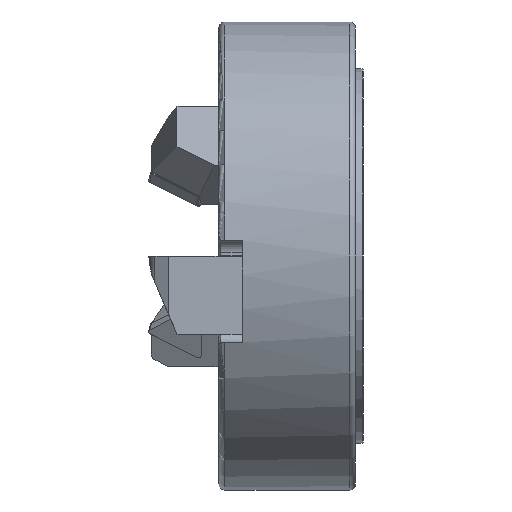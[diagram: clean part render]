
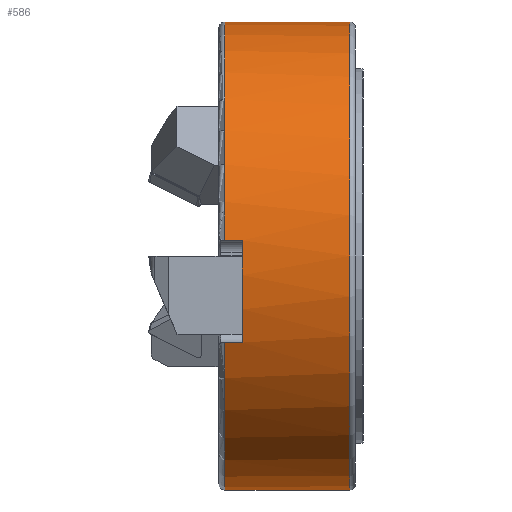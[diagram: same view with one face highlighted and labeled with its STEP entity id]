
A CAD part, front view. The second image highlights one B-rep face of the part: STEP entity #586.
In plain terms, the highlighted cylindrical face has radius 60 mm (diameter 120 mm), a partial arc.
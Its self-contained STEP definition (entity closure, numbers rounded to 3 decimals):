
#72 = AXIS2_PLACEMENT_3D ( 'NONE', #6950, #5238, #1494 ) ;
#82 = DIRECTION ( 'NONE',  ( -1., 0., 0. ) ) ;
#316 = CARTESIAN_POINT ( 'NONE',  ( -127.286, 28.05, 60. ) ) ;
#456 = VERTEX_POINT ( 'NONE', #1238 ) ;
#586 = ADVANCED_FACE ( 'NONE', ( #5346 ), #6562, .T. ) ;
#723 = VECTOR ( 'NONE', #5267, 1000. ) ;
#829 = CARTESIAN_POINT ( 'NONE',  ( -154.786, 28.05, 0. ) ) ;
#926 = DIRECTION ( 'NONE',  ( -1., 0., 0. ) ) ;
#969 = CARTESIAN_POINT ( 'NONE',  ( -127.286, 28.05, -60. ) ) ;
#1021 = ORIENTED_EDGE ( 'NONE', *, *, #5422, .F. ) ;
#1153 = ORIENTED_EDGE ( 'NONE', *, *, #2607, .T. ) ;
#1169 = CARTESIAN_POINT ( 'NONE',  ( -159.286, -27.692, -22.2 ) ) ;
#1232 = ORIENTED_EDGE ( 'NONE', *, *, #3940, .T. ) ;
#1238 = CARTESIAN_POINT ( 'NONE',  ( -154.786, -27.692, -22.2 ) ) ;
#1290 = EDGE_CURVE ( 'NONE', #2555, #2600, #2412, .T. ) ;
#1300 = AXIS2_PLACEMENT_3D ( 'NONE', #1388, #1438, #4149 ) ;
#1388 = CARTESIAN_POINT ( 'NONE',  ( -159.286, 28.05, 0. ) ) ;
#1438 = DIRECTION ( 'NONE',  ( -1., 0., 0. ) ) ;
#1446 = DIRECTION ( 'NONE',  ( 0., 0., 1. ) ) ;
#1494 = DIRECTION ( 'NONE',  ( 0., 0., 1. ) ) ;
#1558 = VERTEX_POINT ( 'NONE', #5718 ) ;
#1604 = LINE ( 'NONE', #3585, #723 ) ;
#1835 = ORIENTED_EDGE ( 'NONE', *, *, #1290, .T. ) ;
#1890 = VECTOR ( 'NONE', #3638, 1000. ) ;
#1898 = AXIS2_PLACEMENT_3D ( 'NONE', #3326, #2742, #3883 ) ;
#2352 = ORIENTED_EDGE ( 'NONE', *, *, #3133, .F. ) ;
#2412 = LINE ( 'NONE', #4919, #1890 ) ;
#2555 = VERTEX_POINT ( 'NONE', #3432 ) ;
#2600 = VERTEX_POINT ( 'NONE', #3988 ) ;
#2607 = EDGE_CURVE ( 'NONE', #4853, #5742, #3983, .T. ) ;
#2742 = DIRECTION ( 'NONE',  ( -1., 0., 0. ) ) ;
#2753 = VECTOR ( 'NONE', #82, 1000. ) ;
#2757 = DIRECTION ( 'NONE',  ( 0., 0., 1. ) ) ;
#2885 = VECTOR ( 'NONE', #6001, 1000. ) ;
#2993 = EDGE_CURVE ( 'NONE', #4372, #4853, #4571, .T. ) ;
#3096 = EDGE_CURVE ( 'NONE', #2555, #5742, #7022, .T. ) ;
#3133 = EDGE_CURVE ( 'NONE', #456, #2600, #5009, .T. ) ;
#3260 = CARTESIAN_POINT ( 'NONE',  ( -160.786, -27.692, -22.2 ) ) ;
#3326 = CARTESIAN_POINT ( 'NONE',  ( -159.286, 28.05, 0. ) ) ;
#3370 = AXIS2_PLACEMENT_3D ( 'NONE', #829, #926, #1446 ) ;
#3432 = CARTESIAN_POINT ( 'NONE',  ( -159.286, -31.817, 4. ) ) ;
#3513 = ORIENTED_EDGE ( 'NONE', *, *, #3096, .F. ) ;
#3585 = CARTESIAN_POINT ( 'NONE',  ( -160.786, 28.05, -60. ) ) ;
#3638 = DIRECTION ( 'NONE',  ( 1., 0., 0. ) ) ;
#3668 = CARTESIAN_POINT ( 'NONE',  ( -159.286, 28.05, 60. ) ) ;
#3841 = CARTESIAN_POINT ( 'NONE',  ( -127.286, 28.05, 0. ) ) ;
#3883 = DIRECTION ( 'NONE',  ( 0., 0., 1. ) ) ;
#3940 = EDGE_CURVE ( 'NONE', #456, #5484, #5582, .T. ) ;
#3983 = LINE ( 'NONE', #6762, #2753 ) ;
#3988 = CARTESIAN_POINT ( 'NONE',  ( -154.786, -31.817, 4. ) ) ;
#4149 = DIRECTION ( 'NONE',  ( 0., 0., 1. ) ) ;
#4330 = EDGE_LOOP ( 'NONE', ( #1021, #6598, #1153, #3513, #1835, #2352, #1232, #5319 ) ) ;
#4372 = VERTEX_POINT ( 'NONE', #969 ) ;
#4571 = CIRCLE ( 'NONE', #4774, 60. ) ;
#4774 = AXIS2_PLACEMENT_3D ( 'NONE', #3841, #6136, #2757 ) ;
#4853 = VERTEX_POINT ( 'NONE', #316 ) ;
#4919 = CARTESIAN_POINT ( 'NONE',  ( -160.786, -31.817, 4. ) ) ;
#5009 = CIRCLE ( 'NONE', #3370, 60. ) ;
#5238 = DIRECTION ( 'NONE',  ( -1., 0., 0. ) ) ;
#5267 = DIRECTION ( 'NONE',  ( -1., 0., 0. ) ) ;
#5319 = ORIENTED_EDGE ( 'NONE', *, *, #6302, .F. ) ;
#5346 = FACE_OUTER_BOUND ( 'NONE', #4330, .T. ) ;
#5422 = EDGE_CURVE ( 'NONE', #4372, #1558, #1604, .T. ) ;
#5484 = VERTEX_POINT ( 'NONE', #1169 ) ;
#5582 = LINE ( 'NONE', #3260, #2885 ) ;
#5718 = CARTESIAN_POINT ( 'NONE',  ( -159.286, 28.05, -60. ) ) ;
#5742 = VERTEX_POINT ( 'NONE', #3668 ) ;
#5878 = CIRCLE ( 'NONE', #1300, 60. ) ;
#6001 = DIRECTION ( 'NONE',  ( -1., 0., 0. ) ) ;
#6136 = DIRECTION ( 'NONE',  ( -1., 0., 0. ) ) ;
#6302 = EDGE_CURVE ( 'NONE', #1558, #5484, #5878, .T. ) ;
#6562 = CYLINDRICAL_SURFACE ( 'NONE', #72, 60. ) ;
#6598 = ORIENTED_EDGE ( 'NONE', *, *, #2993, .T. ) ;
#6762 = CARTESIAN_POINT ( 'NONE',  ( -160.786, 28.05, 60. ) ) ;
#6950 = CARTESIAN_POINT ( 'NONE',  ( -160.786, 28.05, 0. ) ) ;
#7022 = CIRCLE ( 'NONE', #1898, 60. ) ;
